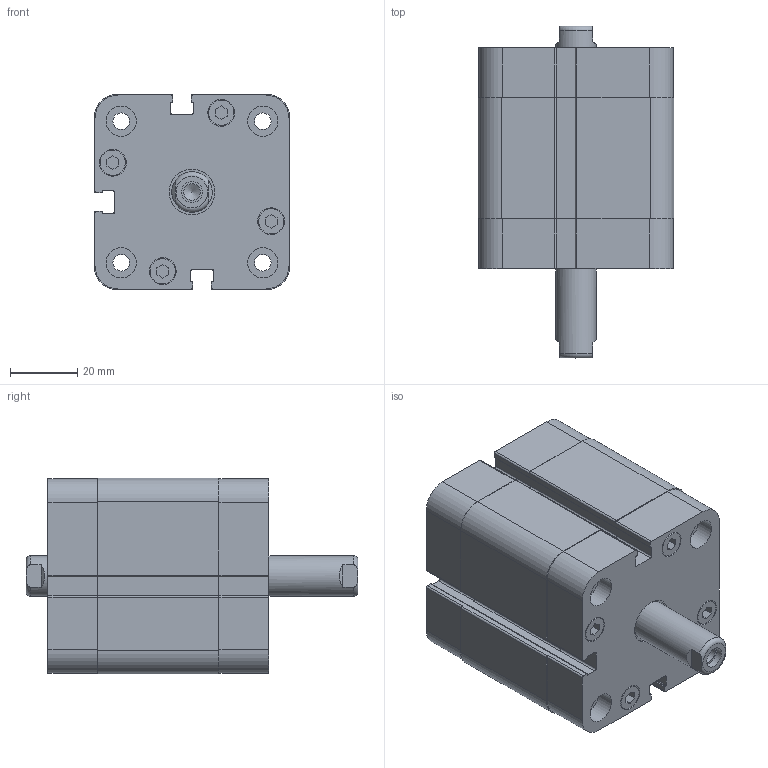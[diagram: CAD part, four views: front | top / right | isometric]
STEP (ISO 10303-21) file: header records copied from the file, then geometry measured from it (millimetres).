
FILE_DESCRIPTION((''),'2;1');
FILE_NAME('ADMP040.020.GS.F.stp','2011-07-29T10:10:45',('Administrator'),(''),'Autodesk Inventor 2012','Autodesk Inventor 2012','');
FILE_SCHEMA(('AUTOMOTIVE_DESIGN { 1 0 10303 214 1 1 1 1 }'));
Length unit declared in the file: millimetre
Products named in the file (1): ADMP040.020.GS.F
Bounding box: 58.1 x 98.5 x 58.1 mm (x, y, z)
Volume: 203720.5 mm3; surface area: 32143.2 mm2
Topology: 1 solids, 1 shells, 260 faces, 654 edges, 436 vertices
Faces by surface type: plane 158, cylinder 98, cone 2, torus 2
Full cylindrical faces by diameter (mm): 4.917 x6, 6.25 x2, 7.5 x8, 8 x8, 8.566 x2, 9 x8, 12 x2, 13.6 x2
Entity records: 7925 total; most frequent: CARTESIAN_POINT 1377, DIRECTION 1326, ORIENTED_EDGE 1208, EDGE_CURVE 604, AXIS2_PLACEMENT_3D 465, VERTEX_POINT 428, VECTOR 396, LINE 396
